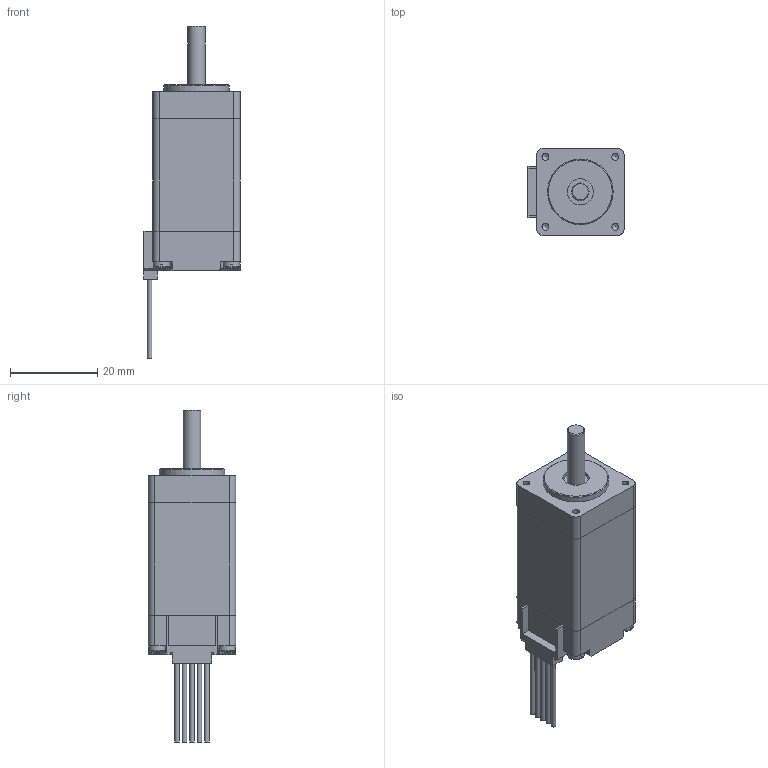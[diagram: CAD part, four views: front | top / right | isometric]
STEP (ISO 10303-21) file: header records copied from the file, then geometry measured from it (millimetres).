
FILE_DESCRIPTION((''),'2;1');
FILE_NAME('STEPPING_MOTOR_ST2018M0804_A.stp','2013-10-23T14:26:00',('schneid_a'),(''),'Autodesk Inventor 2010','Autodesk Inventor 2010','');
FILE_SCHEMA(('AUTOMOTIVE_DESIGN { 1 0 10303 214 1 1 1 1 }'));
Length unit declared in the file: millimetre
Products named in the file (7): STEPPING_MOTOR_ST2018M0804_A; Stator_ST2018_M; Frontcap_ST2018; shaft_forward_ST2018; Endkappe_ST2018_A; leads_4_ST2018; Schraubenkopf
Assembly tree (9 placements, depth 2):
  STEPPING_MOTOR_ST2018M0804_A
    Stator_ST2018_M
    Frontcap_ST2018
    shaft_forward_ST2018
    Endkappe_ST2018_A
    leads_4_ST2018
    Schraubenkopf  x4
Bounding box: 22 x 20 x 76 mm (x, y, z)
Volume: 16636.8 mm3; surface area: 6893.6 mm2
Topology: 13 solids, 13 shells, 170 faces, 402 edges, 265 vertices
Faces by surface type: plane 115, cylinder 37, cone 10, torus 8
Full cylindrical faces by diameter (mm): 1 x5, 1.567 x4, 2.2 x4, 3.8 x4, 4 x2, 6 x1, 15 x1
Entity records: 4194 total; most frequent: CARTESIAN_POINT 713, DIRECTION 698, ORIENTED_EDGE 610, EDGE_CURVE 305, AXIS2_PLACEMENT_3D 238, VECTOR 222, LINE 222, VERTEX_POINT 213
